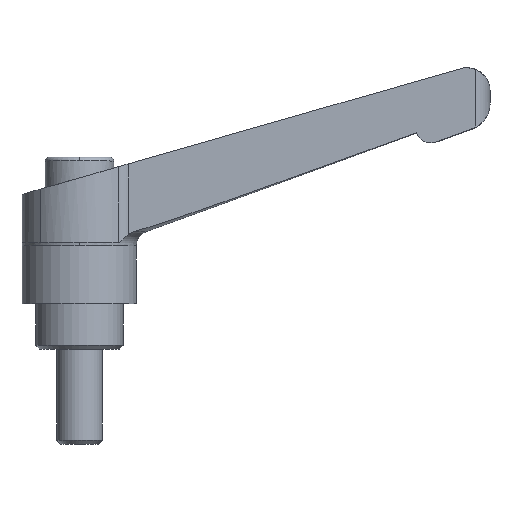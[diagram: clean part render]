
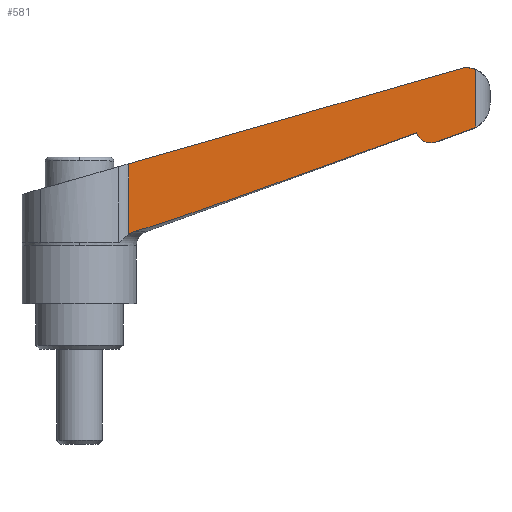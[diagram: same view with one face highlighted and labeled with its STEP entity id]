
A CAD part, top view. The second image highlights one B-rep face of the part: STEP entity #581.
In plain terms, the highlighted planar face has unit normal (0.035, 0, 0.999).
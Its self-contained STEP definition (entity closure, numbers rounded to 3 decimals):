
#289 = EDGE_CURVE( '', #713, #501, #777, .T. );
#291 = EDGE_CURVE( '', #577, #661, #779, .T. );
#327 = EDGE_CURVE( '', #661, #563, #820, .T. );
#355 = VERTEX_POINT( '', #853 );
#415 = EDGE_CURVE( '', #509, #713, #918, .T. );
#417 = EDGE_CURVE( '', #577, #355, #920, .T. );
#501 = VERTEX_POINT( '', #1016 );
#509 = VERTEX_POINT( '', #1025 );
#547 = EDGE_CURVE( '', #643, #623, #1065, .T. );
#563 = VERTEX_POINT( '', #1082 );
#569 = EDGE_CURVE( '', #643, #355, #1088, .T. );
#577 = VERTEX_POINT( '', #1098 );
#581 = ADVANCED_FACE( '', ( #1102 ), #1103, .F. );
#583 = EDGE_CURVE( '', #501, #623, #1105, .T. );
#623 = VERTEX_POINT( '', #1148 );
#643 = VERTEX_POINT( '', #1170 );
#661 = VERTEX_POINT( '', #1189 );
#671 = EDGE_CURVE( '', #563, #509, #1201, .T. );
#713 = VERTEX_POINT( '', #1246 );
#777 = B_SPLINE_CURVE_WITH_KNOTS( '', 3, ( #1337, #1338, #1339, #1340, #1341, #1342, #1343, #1344 ), .UNSPECIFIED., .F., .F., ( 4, 2, 2, 4 ), ( 7.975, 8.312, 9.233, 9.742 ), .UNSPECIFIED. );
#779 = B_SPLINE_CURVE_WITH_KNOTS( '', 3, ( #1347, #1348, #1349, #1350, #1351, #1352, #1353, #1354 ), .UNSPECIFIED., .F., .F., ( 4, 2, 2, 4 ), ( 6.899, 7.133, 7.783, 8.089 ), .UNSPECIFIED. );
#820 = ( B_SPLINE_CURVE( 2, ( #1418, #1419, #1420 ), .UNSPECIFIED., .F., .F. )B_SPLINE_CURVE_WITH_KNOTS( ( 3, 3 ), ( 0., 9.911 ), .UNSPECIFIED. )RATIONAL_B_SPLINE_CURVE( ( 1., 1.001, 1. ) )BOUNDED_CURVE(  )REPRESENTATION_ITEM( '' )GEOMETRIC_REPRESENTATION_ITEM(  )CURVE(  ) );
#853 = CARTESIAN_POINT( '', ( 104.291, 73.487, 6.753 ) );
#918 = ( B_SPLINE_CURVE( 2, ( #1624, #1625, #1626 ), .UNSPECIFIED., .F., .F. )B_SPLINE_CURVE_WITH_KNOTS( ( 3, 3 ), ( 0., 78.568 ), .UNSPECIFIED. )RATIONAL_B_SPLINE_CURVE( ( 1., 1.391, 1. ) )BOUNDED_CURVE(  )REPRESENTATION_ITEM( '' )GEOMETRIC_REPRESENTATION_ITEM(  )CURVE(  ) );
#920 = LINE( '', #1635, #1636 );
#1016 = CARTESIAN_POINT( '', ( 12.916, 30.152, 9.944 ) );
#1025 = CARTESIAN_POINT( '', ( 88.699, 56.934, 7.298 ) );
#1065 = LINE( '', #1866, #1867 );
#1082 = CARTESIAN_POINT( '', ( 93.856, 54.543, 7.118 ) );
#1088 = B_SPLINE_CURVE_WITH_KNOTS( '', 3, ( #1897, #1898, #1899, #1900, #1901, #1902, #1903, #1904, #1905, #1906, #1907, #1908, #1909, #1910, #1911, #1912, #1913, #1914 ), .UNSPECIFIED., .F., .F., ( 4, 2, 2, 2, 2, 2, 2, 2, 4 ), ( 25.151, 25.61, 26.169, 26.728, 27.288, 27.847, 28.406, 28.965, 29.191 ), .UNSPECIFIED. );
#1098 = CARTESIAN_POINT( '', ( 104.291, 58.438, 6.753 ) );
#1102 = FACE_OUTER_BOUND( '', #1930, .T. );
#1103 = PLANE( '', #1931 );
#1105 = LINE( '', #1934, #1935 );
#1148 = CARTESIAN_POINT( '', ( 12.916, 48.734, 9.944 ) );
#1170 = CARTESIAN_POINT( '', ( 100.973, 73.985, 6.869 ) );
#1189 = CARTESIAN_POINT( '', ( 103.17, 57.916, 6.792 ) );
#1201 = B_SPLINE_CURVE_WITH_KNOTS( '', 3, ( #2084, #2085, #2086, #2087, #2088, #2089, #2090, #2091, #2092, #2093, #2094, #2095, #2096, #2097, #2098, #2099, #2100, #2101, #2102, #2103 ), .UNSPECIFIED., .F., .F., ( 4, 2, 2, 2, 2, 2, 2, 2, 2, 4 ), ( 4.624, 5.195, 5.942, 6.689, 7.435, 8.18, 8.925, 9.666, 10.408, 10.575 ), .UNSPECIFIED. );
#1246 = CARTESIAN_POINT( '', ( 14.599, 30.958, 9.885 ) );
#1337 = CARTESIAN_POINT( '', ( 14.599, 30.958, 9.885 ) );
#1338 = CARTESIAN_POINT( '', ( 14.486, 30.925, 9.889 ) );
#1339 = CARTESIAN_POINT( '', ( 14.376, 30.889, 9.893 ) );
#1340 = CARTESIAN_POINT( '', ( 13.981, 30.747, 9.907 ) );
#1341 = CARTESIAN_POINT( '', ( 13.673, 30.61, 9.918 ) );
#1342 = CARTESIAN_POINT( '', ( 13.22, 30.354, 9.933 ) );
#1343 = CARTESIAN_POINT( '', ( 13.063, 30.256, 9.939 ) );
#1344 = CARTESIAN_POINT( '', ( 12.916, 30.152, 9.944 ) );
#1347 = CARTESIAN_POINT( '', ( 104.291, 58.438, 6.753 ) );
#1348 = CARTESIAN_POINT( '', ( 104.218, 58.396, 6.756 ) );
#1349 = CARTESIAN_POINT( '', ( 104.145, 58.355, 6.758 ) );
#1350 = CARTESIAN_POINT( '', ( 103.867, 58.208, 6.768 ) );
#1351 = CARTESIAN_POINT( '', ( 103.661, 58.112, 6.775 ) );
#1352 = CARTESIAN_POINT( '', ( 103.366, 57.99, 6.785 ) );
#1353 = CARTESIAN_POINT( '', ( 103.269, 57.952, 6.789 ) );
#1354 = CARTESIAN_POINT( '', ( 103.17, 57.916, 6.792 ) );
#1418 = CARTESIAN_POINT( '', ( 103.17, 57.916, 6.792 ) );
#1419 = CARTESIAN_POINT( '', ( 98.295, 56.15, 6.963 ) );
#1420 = CARTESIAN_POINT( '', ( 93.856, 54.543, 7.118 ) );
#1624 = CARTESIAN_POINT( '', ( 88.699, 56.934, 7.298 ) );
#1625 = CARTESIAN_POINT( '', ( 26.851, 34.563, 9.457 ) );
#1626 = CARTESIAN_POINT( '', ( 14.599, 30.958, 9.885 ) );
#1635 = CARTESIAN_POINT( '', ( 104.291, 0., 6.753 ) );
#1636 = VECTOR( '', #2394, 1. );
#1866 = CARTESIAN_POINT( '', ( -8.298, 42.65, 10.685 ) );
#1867 = VECTOR( '', #2563, 1. );
#1897 = CARTESIAN_POINT( '', ( 100.108, 73.805, 6.899 ) );
#1898 = CARTESIAN_POINT( '', ( 100.266, 73.85, 6.894 ) );
#1899 = CARTESIAN_POINT( '', ( 100.428, 73.89, 6.888 ) );
#1900 = CARTESIAN_POINT( '', ( 100.79, 73.962, 6.875 ) );
#1901 = CARTESIAN_POINT( '', ( 100.992, 73.991, 6.868 ) );
#1902 = CARTESIAN_POINT( '', ( 101.388, 74.029, 6.855 ) );
#1903 = CARTESIAN_POINT( '', ( 101.583, 74.038, 6.848 ) );
#1904 = CARTESIAN_POINT( '', ( 101.956, 74.038, 6.835 ) );
#1905 = CARTESIAN_POINT( '', ( 102.15, 74.029, 6.828 ) );
#1906 = CARTESIAN_POINT( '', ( 102.547, 73.991, 6.814 ) );
#1907 = CARTESIAN_POINT( '', ( 102.748, 73.962, 6.807 ) );
#1908 = CARTESIAN_POINT( '', ( 103.146, 73.883, 6.793 ) );
#1909 = CARTESIAN_POINT( '', ( 103.344, 73.833, 6.786 ) );
#1910 = CARTESIAN_POINT( '', ( 103.724, 73.717, 6.773 ) );
#1911 = CARTESIAN_POINT( '', ( 103.908, 73.65, 6.767 ) );
#1912 = CARTESIAN_POINT( '', ( 104.15, 73.551, 6.758 ) );
#1913 = CARTESIAN_POINT( '', ( 104.22, 73.52, 6.756 ) );
#1914 = CARTESIAN_POINT( '', ( 104.291, 73.487, 6.753 ) );
#1930 = EDGE_LOOP( '', ( #2591, #2592, #2593, #2594, #2595, #2596, #2597, #2598, #2599 ) );
#1931 = AXIS2_PLACEMENT_3D( '', #2600, #2601, #2602 );
#1934 = CARTESIAN_POINT( '', ( 12.916, 0., 9.944 ) );
#1935 = VECTOR( '', #2603, 1. );
#2084 = CARTESIAN_POINT( '', ( 93.856, 54.543, 7.118 ) );
#2085 = CARTESIAN_POINT( '', ( 93.671, 54.476, 7.124 ) );
#2086 = CARTESIAN_POINT( '', ( 93.47, 54.419, 7.131 ) );
#2087 = CARTESIAN_POINT( '', ( 93.001, 54.326, 7.147 ) );
#2088 = CARTESIAN_POINT( '', ( 92.729, 54.302, 7.157 ) );
#2089 = CARTESIAN_POINT( '', ( 92.232, 54.302, 7.174 ) );
#2090 = CARTESIAN_POINT( '', ( 91.96, 54.326, 7.184 ) );
#2091 = CARTESIAN_POINT( '', ( 91.428, 54.432, 7.202 ) );
#2092 = CARTESIAN_POINT( '', ( 91.167, 54.513, 7.211 ) );
#2093 = CARTESIAN_POINT( '', ( 90.708, 54.702, 7.228 ) );
#2094 = CARTESIAN_POINT( '', ( 90.467, 54.828, 7.236 ) );
#2095 = CARTESIAN_POINT( '', ( 90.017, 55.128, 7.252 ) );
#2096 = CARTESIAN_POINT( '', ( 89.807, 55.302, 7.259 ) );
#2097 = CARTESIAN_POINT( '', ( 89.457, 55.652, 7.271 ) );
#2098 = CARTESIAN_POINT( '', ( 89.283, 55.859, 7.277 ) );
#2099 = CARTESIAN_POINT( '', ( 88.982, 56.307, 7.288 ) );
#2100 = CARTESIAN_POINT( '', ( 88.856, 56.547, 7.292 ) );
#2101 = CARTESIAN_POINT( '', ( 88.74, 56.826, 7.296 ) );
#2102 = CARTESIAN_POINT( '', ( 88.719, 56.879, 7.297 ) );
#2103 = CARTESIAN_POINT( '', ( 88.699, 56.934, 7.298 ) );
#2394 = DIRECTION( '', ( 0., 1., 0. ) );
#2563 = DIRECTION( '', ( -0.961, -0.275, 0.034 ) );
#2591 = ORIENTED_EDGE( '', *, *, #547, .T. );
#2592 = ORIENTED_EDGE( '', *, *, #583, .F. );
#2593 = ORIENTED_EDGE( '', *, *, #289, .F. );
#2594 = ORIENTED_EDGE( '', *, *, #415, .F. );
#2595 = ORIENTED_EDGE( '', *, *, #671, .F. );
#2596 = ORIENTED_EDGE( '', *, *, #327, .F. );
#2597 = ORIENTED_EDGE( '', *, *, #291, .F. );
#2598 = ORIENTED_EDGE( '', *, *, #417, .T. );
#2599 = ORIENTED_EDGE( '', *, *, #569, .F. );
#2600 = CARTESIAN_POINT( '', ( 12.916, 0., 9.944 ) );
#2601 = DIRECTION( '', ( -0.035, 0., -0.999 ) );
#2602 = DIRECTION( '', ( -0.999, 0., 0.035 ) );
#2603 = DIRECTION( '', ( 0., 1., 0. ) );
